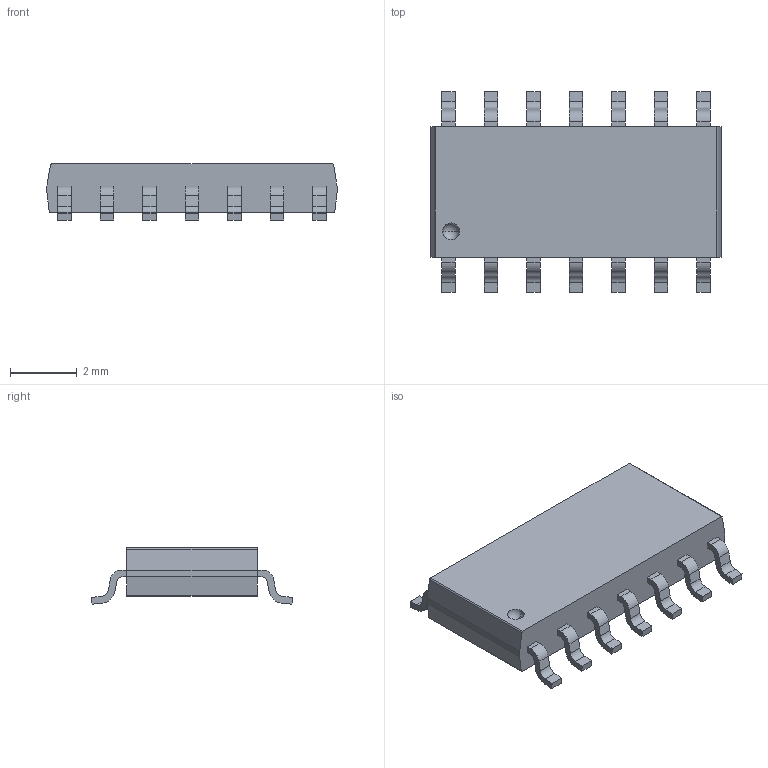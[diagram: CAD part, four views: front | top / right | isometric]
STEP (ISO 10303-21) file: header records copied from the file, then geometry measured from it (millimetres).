
FILE_DESCRIPTION(('STEP AP214'),'1');
FILE_NAME('DTP_S14N.step','2021-12-20T07:06:25',(' '),('ANSOFT Corporation'),'Spatial InterOp 3D',' ',' ');
FILE_SCHEMA(('AUTOMOTIVE_DESIGN { 1 0 10303 214 1 1 1 1 }'));
Length unit declared in the file: millimetre
Products named in the file (1): EMC
Bounding box: 8.66 x 6 x 1.68 mm (x, y, z)
Volume: 50.2 mm3; surface area: 130.7 mm2
Topology: 15 solids, 15 shells, 212 faces, 547 edges, 364 vertices
Faces by surface type: plane 150, cylinder 60, sphere 2
Entity records: 8318 total; most frequent: CARTESIAN_POINT 1136, DIRECTION 1124, ORIENTED_EDGE 1090, EDGE_CURVE 545, LINE 420, VECTOR 420, VERTEX_POINT 364, AXIS2_PLACEMENT_3D 352
